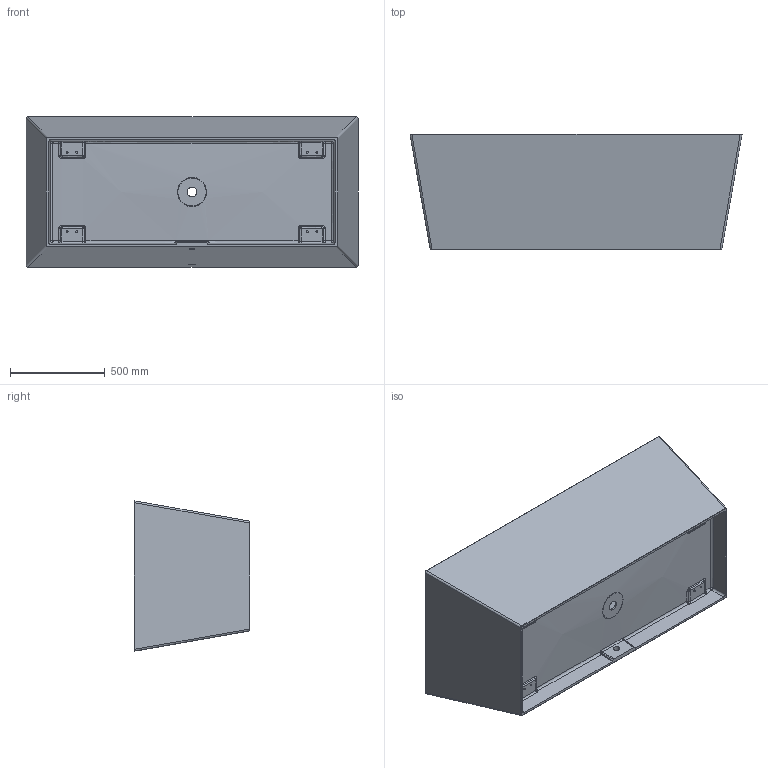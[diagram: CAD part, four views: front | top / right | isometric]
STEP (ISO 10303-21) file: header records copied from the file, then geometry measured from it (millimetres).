
FILE_DESCRIPTION (( 'STEP AP203' ), '1' );
FILE_NAME ('6229901810.STEP', '2020-12-15T13:18:51', ( '' ), ( '' ), 'SwSTEP 2.0', 'SolidWorks 2019', '' );
FILE_SCHEMA (( 'CONFIG_CONTROL_DESIGN' ));
Length unit declared in the file: millimetre
Products named in the file (1): 6229901810
Bounding box: 1754.17 x 610 x 794.17 mm (x, y, z)
Volume: 66339248.9 mm3; surface area: 7354915 mm2
Topology: 1 solids, 1 shells, 209 faces, 502 edges, 296 vertices
Faces by surface type: bspline 118, cylinder 54, plane 31, sphere 6
Entity records: 13704 total; most frequent: CARTESIAN_POINT 9769, ORIENTED_EDGE 960, DIRECTION 602, EDGE_CURVE 480, VERTEX_POINT 286, AXIS2_PLACEMENT_3D 252, EDGE_LOOP 224, FACE_OUTER_BOUND 207
